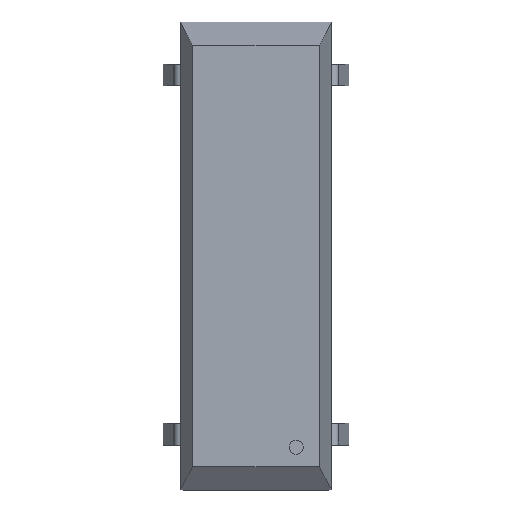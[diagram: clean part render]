
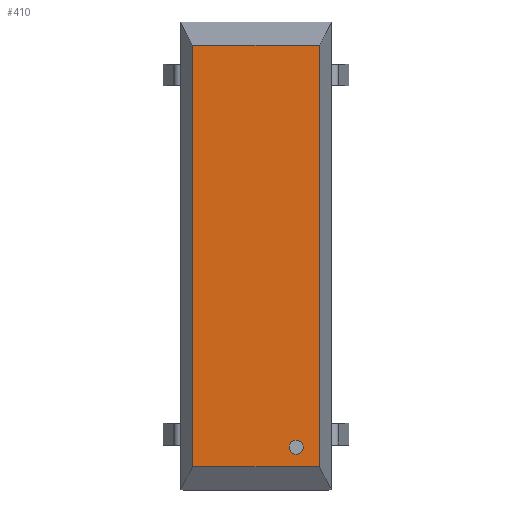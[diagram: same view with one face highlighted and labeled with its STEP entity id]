
A CAD part, top view. The second image highlights one B-rep face of the part: STEP entity #410.
In plain terms, the highlighted planar face has unit normal (0, 0, 1).
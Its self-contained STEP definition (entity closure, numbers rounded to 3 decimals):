
#22 = VERTEX_POINT('',#23);
#23 = CARTESIAN_POINT('',(-2.68,8.919,2.65));
#32 = PLANE('',#33);
#33 = AXIS2_PLACEMENT_3D('',#34,#35,#36);
#34 = CARTESIAN_POINT('',(-2.68,9.9,2.65));
#35 = DIRECTION('',(0.983,0.,-0.185)
  );
#36 = DIRECTION('',(-0.185,0.,-0.983
    ));
#43 = PLANE('',#44);
#44 = AXIS2_PLACEMENT_3D('',#45,#46,#47);
#45 = CARTESIAN_POINT('',(-3.185,9.9,0.));
#46 = DIRECTION('',(0.,-0.938,-0.347)
  );
#47 = DIRECTION('',(0.,-0.347,0.938)
  );
#54 = EDGE_CURVE('',#22,#55,#57,.T.);
#55 = VERTEX_POINT('',#56);
#56 = CARTESIAN_POINT('',(-2.68,-8.919,2.65));
#57 = SURFACE_CURVE('',#58,(#62,#69),.PCURVE_S1.);
#58 = LINE('',#59,#60);
#59 = CARTESIAN_POINT('',(-2.68,9.9,2.65));
#60 = VECTOR('',#61,1.);
#61 = DIRECTION('',(0.,-1.,0.));
#62 = PCURVE('',#32,#63);
#63 = DEFINITIONAL_REPRESENTATION('',(#64),#68);
#64 = LINE('',#65,#66);
#65 = CARTESIAN_POINT('',(0.,0.));
#66 = VECTOR('',#67,1.);
#67 = DIRECTION('',(0.,-1.));
#68 = ( GEOMETRIC_REPRESENTATION_CONTEXT(2) 
PARAMETRIC_REPRESENTATION_CONTEXT() REPRESENTATION_CONTEXT('2D SPACE',''
  ) );
#69 = PCURVE('',#70,#75);
#70 = PLANE('',#71);
#71 = AXIS2_PLACEMENT_3D('',#72,#73,#74);
#72 = CARTESIAN_POINT('',(-2.68,9.9,2.65));
#73 = DIRECTION('',(0.,0.,1.));
#74 = DIRECTION('',(1.,0.,0.));
#75 = DEFINITIONAL_REPRESENTATION('',(#76),#80);
#76 = LINE('',#77,#78);
#77 = CARTESIAN_POINT('',(0.,0.));
#78 = VECTOR('',#79,1.);
#79 = DIRECTION('',(0.,-1.));
#80 = ( GEOMETRIC_REPRESENTATION_CONTEXT(2) 
PARAMETRIC_REPRESENTATION_CONTEXT() REPRESENTATION_CONTEXT('2D SPACE',''
  ) );
#97 = PLANE('',#98);
#98 = AXIS2_PLACEMENT_3D('',#99,#100,#101);
#99 = CARTESIAN_POINT('',(-3.185,-9.9,0.));
#100 = DIRECTION('',(0.,-0.938,0.347
    ));
#101 = DIRECTION('',(0.,0.347,0.938)
  );
#167 = VERTEX_POINT('',#168);
#168 = CARTESIAN_POINT('',(2.68,8.919,2.65));
#181 = PLANE('',#182);
#182 = AXIS2_PLACEMENT_3D('',#183,#184,#185);
#183 = CARTESIAN_POINT('',(3.18,9.9,0.));
#184 = DIRECTION('',(-0.983,0.,
    -0.185));
#185 = DIRECTION('',(-0.185,0.,0.983)
  );
#192 = EDGE_CURVE('',#22,#167,#193,.T.);
#193 = SURFACE_CURVE('',#194,(#198,#204),.PCURVE_S1.);
#194 = LINE('',#195,#196);
#195 = CARTESIAN_POINT('',(-2.933,8.919,2.65));
#196 = VECTOR('',#197,1.);
#197 = DIRECTION('',(1.,0.,0.));
#198 = PCURVE('',#43,#199);
#199 = DEFINITIONAL_REPRESENTATION('',(#200),#203);
#200 = B_SPLINE_CURVE_WITH_KNOTS('',1,(#201,#202),.UNSPECIFIED.,.F.,.F.,
  (2,2),(0.253,5.613),.PIECEWISE_BEZIER_KNOTS.);
#201 = CARTESIAN_POINT('',(2.826,-0.505));
#202 = CARTESIAN_POINT('',(2.826,-5.865));
#203 = ( GEOMETRIC_REPRESENTATION_CONTEXT(2) 
PARAMETRIC_REPRESENTATION_CONTEXT() REPRESENTATION_CONTEXT('2D SPACE',''
  ) );
#204 = PCURVE('',#70,#205);
#205 = DEFINITIONAL_REPRESENTATION('',(#206),#209);
#206 = B_SPLINE_CURVE_WITH_KNOTS('',1,(#207,#208),.UNSPECIFIED.,.F.,.F.,
  (2,2),(0.253,5.613),.PIECEWISE_BEZIER_KNOTS.);
#207 = CARTESIAN_POINT('',(0.,-0.981));
#208 = CARTESIAN_POINT('',(5.36,-0.981));
#209 = ( GEOMETRIC_REPRESENTATION_CONTEXT(2) 
PARAMETRIC_REPRESENTATION_CONTEXT() REPRESENTATION_CONTEXT('2D SPACE',''
  ) );
#372 = VERTEX_POINT('',#373);
#373 = CARTESIAN_POINT('',(2.68,-8.919,2.65));
#392 = EDGE_CURVE('',#55,#372,#393,.T.);
#393 = SURFACE_CURVE('',#394,(#398,#404),.PCURVE_S1.);
#394 = LINE('',#395,#396);
#395 = CARTESIAN_POINT('',(-2.933,-8.919,2.65));
#396 = VECTOR('',#397,1.);
#397 = DIRECTION('',(1.,0.,0.));
#398 = PCURVE('',#97,#399);
#399 = DEFINITIONAL_REPRESENTATION('',(#400),#403);
#400 = B_SPLINE_CURVE_WITH_KNOTS('',1,(#401,#402),.UNSPECIFIED.,.F.,.F.,
  (2,2),(0.253,5.613),.PIECEWISE_BEZIER_KNOTS.);
#401 = CARTESIAN_POINT('',(2.826,-0.505));
#402 = CARTESIAN_POINT('',(2.826,-5.865));
#403 = ( GEOMETRIC_REPRESENTATION_CONTEXT(2) 
PARAMETRIC_REPRESENTATION_CONTEXT() REPRESENTATION_CONTEXT('2D SPACE',''
  ) );
#404 = PCURVE('',#70,#405);
#405 = DEFINITIONAL_REPRESENTATION('',(#406),#409);
#406 = B_SPLINE_CURVE_WITH_KNOTS('',1,(#407,#408),.UNSPECIFIED.,.F.,.F.,
  (2,2),(0.253,5.613),.PIECEWISE_BEZIER_KNOTS.);
#407 = CARTESIAN_POINT('',(0.,-18.819));
#408 = CARTESIAN_POINT('',(5.36,-18.819));
#409 = ( GEOMETRIC_REPRESENTATION_CONTEXT(2) 
PARAMETRIC_REPRESENTATION_CONTEXT() REPRESENTATION_CONTEXT('2D SPACE',''
  ) );
#410 = ADVANCED_FACE('',(#411,#437),#70,.T.);
#411 = FACE_BOUND('',#412,.T.);
#412 = EDGE_LOOP('',(#413,#414,#415,#416));
#413 = ORIENTED_EDGE('',*,*,#192,.F.);
#414 = ORIENTED_EDGE('',*,*,#54,.T.);
#415 = ORIENTED_EDGE('',*,*,#392,.T.);
#416 = ORIENTED_EDGE('',*,*,#417,.F.);
#417 = EDGE_CURVE('',#167,#372,#418,.T.);
#418 = SURFACE_CURVE('',#419,(#423,#430),.PCURVE_S1.);
#419 = LINE('',#420,#421);
#420 = CARTESIAN_POINT('',(2.68,9.9,2.65));
#421 = VECTOR('',#422,1.);
#422 = DIRECTION('',(0.,-1.,0.));
#423 = PCURVE('',#70,#424);
#424 = DEFINITIONAL_REPRESENTATION('',(#425),#429);
#425 = LINE('',#426,#427);
#426 = CARTESIAN_POINT('',(5.36,0.));
#427 = VECTOR('',#428,1.);
#428 = DIRECTION('',(0.,-1.));
#429 = ( GEOMETRIC_REPRESENTATION_CONTEXT(2) 
PARAMETRIC_REPRESENTATION_CONTEXT() REPRESENTATION_CONTEXT('2D SPACE',''
  ) );
#430 = PCURVE('',#181,#431);
#431 = DEFINITIONAL_REPRESENTATION('',(#432),#436);
#432 = LINE('',#433,#434);
#433 = CARTESIAN_POINT('',(2.697,0.));
#434 = VECTOR('',#435,1.);
#435 = DIRECTION('',(0.,-1.));
#436 = ( GEOMETRIC_REPRESENTATION_CONTEXT(2) 
PARAMETRIC_REPRESENTATION_CONTEXT() REPRESENTATION_CONTEXT('2D SPACE',''
  ) );
#437 = FACE_BOUND('',#438,.T.);
#438 = EDGE_LOOP('',(#439));
#439 = ORIENTED_EDGE('',*,*,#440,.F.);
#440 = EDGE_CURVE('',#441,#441,#443,.T.);
#441 = VERTEX_POINT('',#442);
#442 = CARTESIAN_POINT('',(2.,-8.1,2.65));
#443 = SURFACE_CURVE('',#444,(#449,#456),.PCURVE_S1.);
#444 = CIRCLE('',#445,0.3);
#445 = AXIS2_PLACEMENT_3D('',#446,#447,#448);
#446 = CARTESIAN_POINT('',(1.7,-8.1,2.65));
#447 = DIRECTION('',(0.,0.,1.));
#448 = DIRECTION('',(1.,0.,0.));
#449 = PCURVE('',#70,#450);
#450 = DEFINITIONAL_REPRESENTATION('',(#451),#455);
#451 = CIRCLE('',#452,0.3);
#452 = AXIS2_PLACEMENT_2D('',#453,#454);
#453 = CARTESIAN_POINT('',(4.38,-18.));
#454 = DIRECTION('',(1.,0.));
#455 = ( GEOMETRIC_REPRESENTATION_CONTEXT(2) 
PARAMETRIC_REPRESENTATION_CONTEXT() REPRESENTATION_CONTEXT('2D SPACE',''
  ) );
#456 = PCURVE('',#457,#462);
#457 = CYLINDRICAL_SURFACE('',#458,0.3);
#458 = AXIS2_PLACEMENT_3D('',#459,#460,#461);
#459 = CARTESIAN_POINT('',(1.7,-8.1,2.65));
#460 = DIRECTION('',(0.,0.,1.));
#461 = DIRECTION('',(1.,0.,0.));
#462 = DEFINITIONAL_REPRESENTATION('',(#463),#467);
#463 = LINE('',#464,#465);
#464 = CARTESIAN_POINT('',(0.,0.));
#465 = VECTOR('',#466,1.);
#466 = DIRECTION('',(1.,0.));
#467 = ( GEOMETRIC_REPRESENTATION_CONTEXT(2) 
PARAMETRIC_REPRESENTATION_CONTEXT() REPRESENTATION_CONTEXT('2D SPACE',''
  ) );
